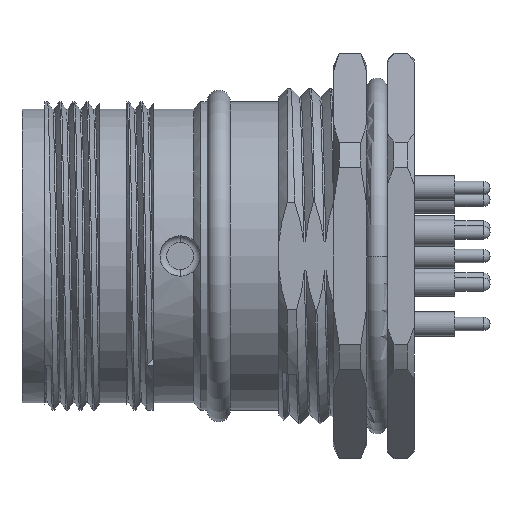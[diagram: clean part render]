
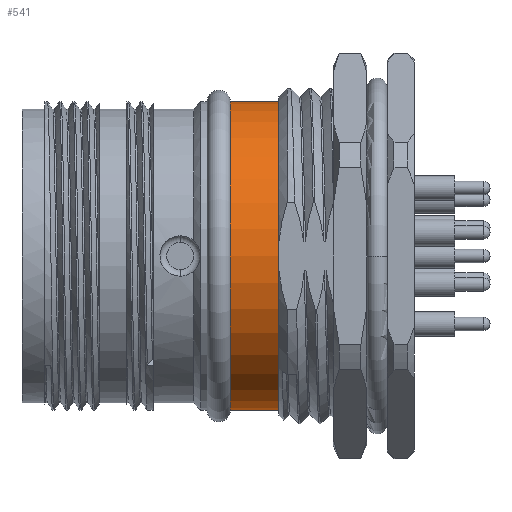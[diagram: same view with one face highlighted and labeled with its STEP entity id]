
A CAD part, left-side view. The second image highlights one B-rep face of the part: STEP entity #541.
In plain terms, the highlighted cylindrical face has radius 11.4 mm (diameter 22.8 mm), a partial arc.
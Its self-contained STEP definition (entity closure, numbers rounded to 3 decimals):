
#53 = CARTESIAN_POINT ( 'NONE',  ( -5.545, 11.778, -11.4 ) ) ;
#104 = FACE_OUTER_BOUND ( 'NONE', #8208, .T. ) ;
#254 = CARTESIAN_POINT ( 'NONE',  ( -5.545, 11.778, 0. ) ) ;
#272 = CARTESIAN_POINT ( 'NONE',  ( -5.545, 11.778, 11.4 ) ) ;
#325 = DIRECTION ( 'NONE',  ( 0., -1., 0. ) ) ;
#401 = DIRECTION ( 'NONE',  ( 0., 0., -1. ) ) ;
#538 = CARTESIAN_POINT ( 'NONE',  ( -5.545, 1.278, 0. ) ) ;
#541 = ADVANCED_FACE ( 'NONE', ( #104 ), #660, .T. ) ;
#660 = CYLINDRICAL_SURFACE ( 'NONE', #11641, 11.4 ) ;
#1163 = DIRECTION ( 'NONE',  ( 0., 0., -1. ) ) ;
#1206 = EDGE_CURVE ( 'NONE', #8235, #8027, #4806, .T. ) ;
#2145 = ORIENTED_EDGE ( 'NONE', *, *, #9076, .F. ) ;
#2314 = CARTESIAN_POINT ( 'NONE',  ( -5.545, 15.378, -11.4 ) ) ;
#3311 = CIRCLE ( 'NONE', #11914, 11.4 ) ;
#4229 = ORIENTED_EDGE ( 'NONE', *, *, #11574, .F. ) ;
#4322 = CARTESIAN_POINT ( 'NONE',  ( -5.545, 1.278, 11.4 ) ) ;
#4763 = EDGE_CURVE ( 'NONE', #8027, #8929, #8561, .T. ) ;
#4806 = CIRCLE ( 'NONE', #10588, 11.4 ) ;
#4857 = CARTESIAN_POINT ( 'NONE',  ( -5.545, 1.278, -11.4 ) ) ;
#5260 = DIRECTION ( 'NONE',  ( 0., -1., 0. ) ) ;
#6181 = LINE ( 'NONE', #4322, #10003 ) ;
#6734 = DIRECTION ( 'NONE',  ( 0., -1., 0. ) ) ;
#6790 = DIRECTION ( 'NONE',  ( 0., -1., 0. ) ) ;
#7044 = DIRECTION ( 'NONE',  ( 0., 0., -1. ) ) ;
#7078 = DIRECTION ( 'NONE',  ( 0., -1., 0. ) ) ;
#7144 = CARTESIAN_POINT ( 'NONE',  ( -5.545, 15.378, 0. ) ) ;
#8027 = VERTEX_POINT ( 'NONE', #2314 ) ;
#8208 = EDGE_LOOP ( 'NONE', ( #4229, #8634, #10235, #2145 ) ) ;
#8235 = VERTEX_POINT ( 'NONE', #10243 ) ;
#8561 = LINE ( 'NONE', #4857, #12022 ) ;
#8626 = VERTEX_POINT ( 'NONE', #272 ) ;
#8634 = ORIENTED_EDGE ( 'NONE', *, *, #1206, .T. ) ;
#8929 = VERTEX_POINT ( 'NONE', #53 ) ;
#9076 = EDGE_CURVE ( 'NONE', #8626, #8929, #3311, .T. ) ;
#10003 = VECTOR ( 'NONE', #5260, 1000. ) ;
#10235 = ORIENTED_EDGE ( 'NONE', *, *, #4763, .T. ) ;
#10243 = CARTESIAN_POINT ( 'NONE',  ( -5.545, 15.378, 11.4 ) ) ;
#10588 = AXIS2_PLACEMENT_3D ( 'NONE', #7144, #7078, #7044 ) ;
#11574 = EDGE_CURVE ( 'NONE', #8235, #8626, #6181, .T. ) ;
#11641 = AXIS2_PLACEMENT_3D ( 'NONE', #538, #325, #401 ) ;
#11914 = AXIS2_PLACEMENT_3D ( 'NONE', #254, #6790, #1163 ) ;
#12022 = VECTOR ( 'NONE', #6734, 1000. ) ;
